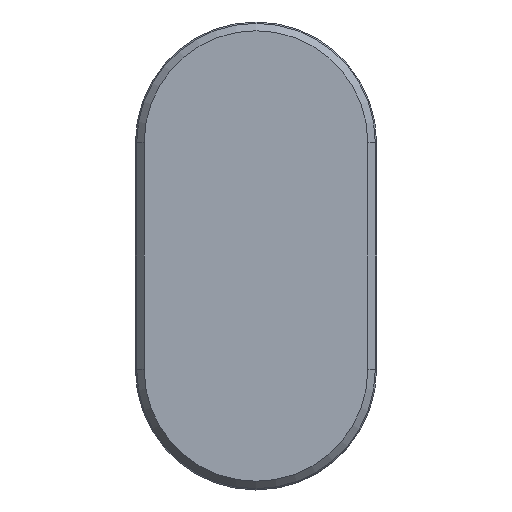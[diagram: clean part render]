
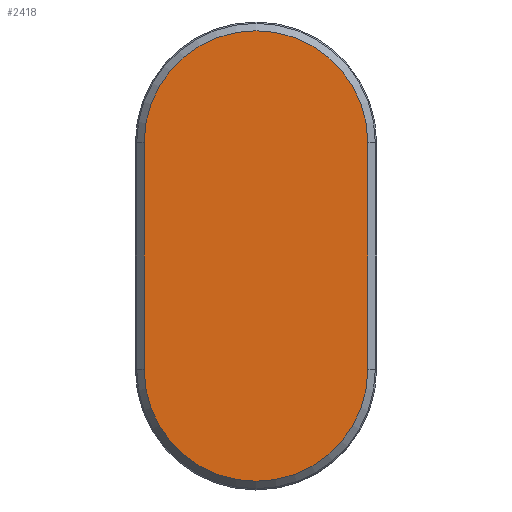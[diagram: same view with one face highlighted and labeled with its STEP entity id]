
A CAD part, front view. The second image highlights one B-rep face of the part: STEP entity #2418.
In plain terms, the highlighted planar face has unit normal (0, -1, 0).
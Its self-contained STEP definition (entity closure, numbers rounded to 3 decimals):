
#305=LINE('',#4113,#494);
#306=LINE('',#4117,#495);
#494=VECTOR('',#3068,10.);
#495=VECTOR('',#3071,10.);
#677=FACE_OUTER_BOUND('',#834,.T.);
#834=EDGE_LOOP('',(#1878,#1879,#1880,#1881));
#989=CIRCLE('',#2637,20.97);
#990=CIRCLE('',#2638,20.97);
#1157=VERTEX_POINT('',#4111);
#1158=VERTEX_POINT('',#4112);
#1159=VERTEX_POINT('',#4114);
#1160=VERTEX_POINT('',#4116);
#1410=EDGE_CURVE('',#1157,#1158,#305,.T.);
#1411=EDGE_CURVE('',#1159,#1157,#989,.T.);
#1412=EDGE_CURVE('',#1159,#1160,#306,.T.);
#1413=EDGE_CURVE('',#1160,#1158,#990,.T.);
#1878=ORIENTED_EDGE('',*,*,#1410,.F.);
#1879=ORIENTED_EDGE('',*,*,#1411,.F.);
#1880=ORIENTED_EDGE('',*,*,#1412,.T.);
#1881=ORIENTED_EDGE('',*,*,#1413,.T.);
#2321=PLANE('',#2636);
#2418=ADVANCED_FACE('',(#677),#2321,.T.);
#2636=AXIS2_PLACEMENT_3D('',#4110,#3066,#3067);
#2637=AXIS2_PLACEMENT_3D('',#4115,#3069,#3070);
#2638=AXIS2_PLACEMENT_3D('',#4118,#3072,#3073);
#3066=DIRECTION('center_axis',(0.,-1.,0.));
#3067=DIRECTION('ref_axis',(0.,0.,1.));
#3068=DIRECTION('',(0.,0.,-1.));
#3069=DIRECTION('center_axis',(0.,1.,0.));
#3070=DIRECTION('ref_axis',(-1.,0.,0.));
#3071=DIRECTION('',(0.,0.,-1.));
#3072=DIRECTION('center_axis',(0.,-1.,0.));
#3073=DIRECTION('ref_axis',(-1.,0.,0.));
#4110=CARTESIAN_POINT('Origin',(-20.97,-71.144,0.));
#4111=CARTESIAN_POINT('',(20.97,-71.144,21.25));
#4112=CARTESIAN_POINT('',(20.97,-71.144,-21.25));
#4113=CARTESIAN_POINT('',(20.97,-71.144,21.25));
#4114=CARTESIAN_POINT('',(-20.97,-71.144,21.25));
#4115=CARTESIAN_POINT('Origin',(0.,-71.144,
21.25));
#4116=CARTESIAN_POINT('',(-20.97,-71.144,-21.25));
#4117=CARTESIAN_POINT('',(-20.97,-71.144,0.));
#4118=CARTESIAN_POINT('Origin',(0.,-71.144,
-21.25));
